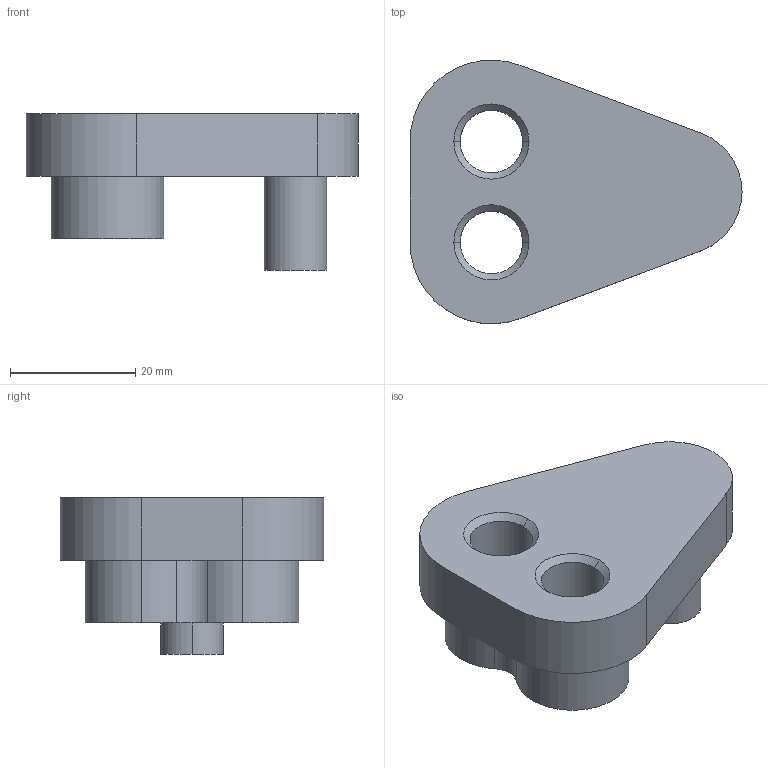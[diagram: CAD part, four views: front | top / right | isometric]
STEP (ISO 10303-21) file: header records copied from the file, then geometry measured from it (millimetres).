
FILE_DESCRIPTION (( 'STEP AP203' ), '1' );
FILE_NAME ('MFR1-PD-003-A.STEP', '2019-11-18T20:14:50', ( '' ), ( '' ), 'SwSTEP 2.0', 'SolidWorks 2015', '' );
FILE_SCHEMA (( 'CONFIG_CONTROL_DESIGN' ));
Length unit declared in the file: millimetre
Products named in the file (1): MFR1-PD-003-A
Bounding box: 53 x 42.08 x 25 mm (x, y, z)
Volume: 19152.9 mm3; surface area: 7033.5 mm2
Topology: 1 solids, 1 shells, 29 faces, 71 edges, 46 vertices
Faces by surface type: cylinder 18, plane 7, cone 4
Entity records: 958 total; most frequent: DIRECTION 171, CARTESIAN_POINT 147, ORIENTED_EDGE 142, EDGE_CURVE 71, AXIS2_PLACEMENT_3D 70, VERTEX_POINT 46, CIRCLE 40, EDGE_LOOP 35
